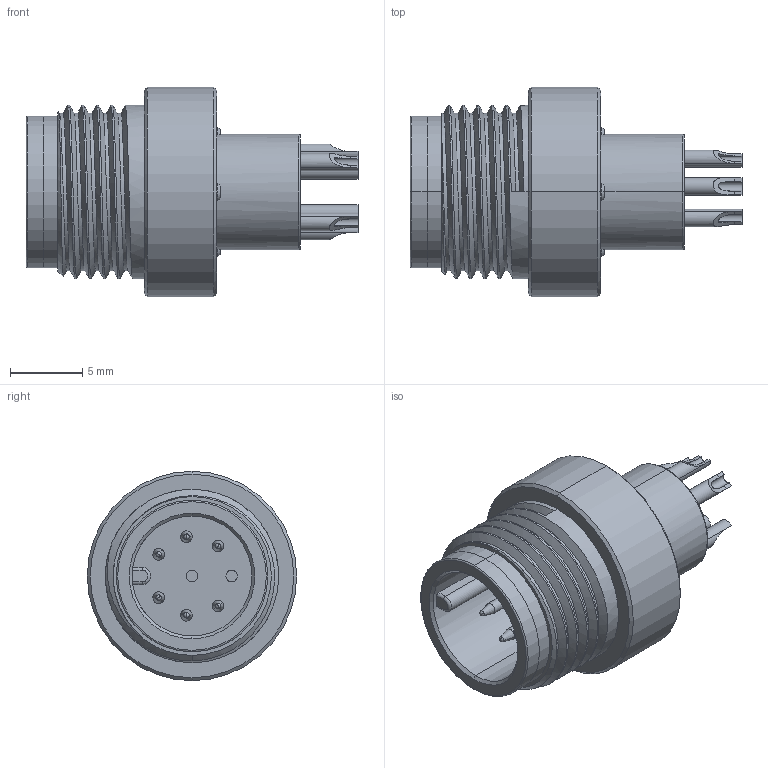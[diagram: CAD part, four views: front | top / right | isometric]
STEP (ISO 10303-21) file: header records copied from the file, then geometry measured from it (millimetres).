
FILE_DESCRIPTION (( 'STEP AP203' ), '1' );
FILE_NAME ('50-00975.STEP', '2023-04-18T16:39:02', ( '' ), ( '' ), 'SwSTEP 2.0', 'SolidWorks 2021', '' );
FILE_SCHEMA (( 'CONFIG_CONTROL_DESIGN' ));
Length unit declared in the file: millimetre
Products named in the file (5): 50-00975-02_STEP; 50-00975-05; 50-00975; 50-00975-03___; 50-00975-01___
Assembly tree (10 placements, depth 2):
  50-00975
    50-00975-01___
    50-00975-02_STEP
    50-00975-03___  x6
    50-00975-05  x2
Bounding box: 23 x 14.5 x 14.5 mm (x, y, z)
Volume: 1423.2 mm3; surface area: 2854.4 mm2
Topology: 10 solids, 10 shells, 348 faces, 762 edges, 463 vertices
Faces by surface type: cylinder 158, plane 76, cone 54, torus 45, sphere 12, bspline 3
Entity records: 6446 total; most frequent: CARTESIAN_POINT 1912, DIRECTION 890, ORIENTED_EDGE 752, AXIS2_PLACEMENT_3D 383, EDGE_CURVE 376, VERTEX_POINT 239, CIRCLE 208, EDGE_LOOP 203
